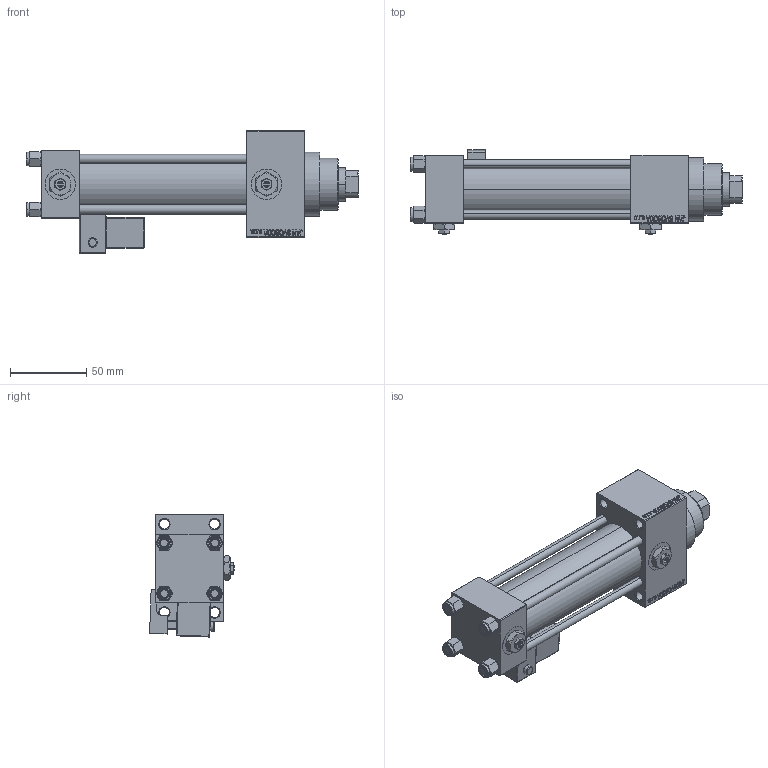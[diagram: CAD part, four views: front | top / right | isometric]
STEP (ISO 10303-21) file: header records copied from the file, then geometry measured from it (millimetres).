
FILE_DESCRIPTION (( 'STEP AP203' ), '1' );
FILE_NAME ('6987.STEP', '2022-04-15T05:44:05', ( '' ), ( '' ), 'SwSTEP 2.0', 'SolidWorks 2019', '' );
FILE_SCHEMA (( 'CONFIG_CONTROL_DESIGN' ));
Length unit declared in the file: millimetre
Products named in the file (8): V215CR_VCP_D 439f254a00f7f1d0867a03a790326a0c; V215CR_MSU 439f254a00f7f1d0867a03a790326a0c; NUT_M5_D 439f254a00f7f1d0867a03a790326a0c; Zatka_pro_OIL_PORT 439f254a00f7f1d0867a03a790326a0c; 6987; V215CR_D_Body 439f254a00f7f1d0867a03a790326a0c; V215CR_D_TYCINKA 439f254a00f7f1d0867a03a790326a0c; V215_VC_A 439f254a00f7f1d0867a03a790326a0c
Assembly tree (14 placements, depth 2):
  6987
    V215CR_D_Body 439f254a00f7f1d0867a03a790326a0c
    V215CR_VCP_D 439f254a00f7f1d0867a03a790326a0c
    NUT_M5_D 439f254a00f7f1d0867a03a790326a0c  x4
    V215CR_D_TYCINKA 439f254a00f7f1d0867a03a790326a0c  x4
    V215_VC_A 439f254a00f7f1d0867a03a790326a0c
    V215CR_MSU 439f254a00f7f1d0867a03a790326a0c
    Zatka_pro_OIL_PORT 439f254a00f7f1d0867a03a790326a0c  x2
Bounding box: 218 x 55.72 x 80.15 mm (x, y, z)
Volume: 312962 mm3; surface area: 108977.5 mm2
Topology: 14 solids, 14 shells, 1283 faces, 3157 edges, 2011 vertices
Faces by surface type: plane 573, bspline 368, cone 186, cylinder 130, torus 14, sphere 12
Entity records: 51373 total; most frequent: CARTESIAN_POINT 26003, ORIENTED_EDGE 5590, DIRECTION 3837, EDGE_CURVE 2795, VERTEX_POINT 1809, VECTOR 1655, LINE 1655, EDGE_LOOP 1264
